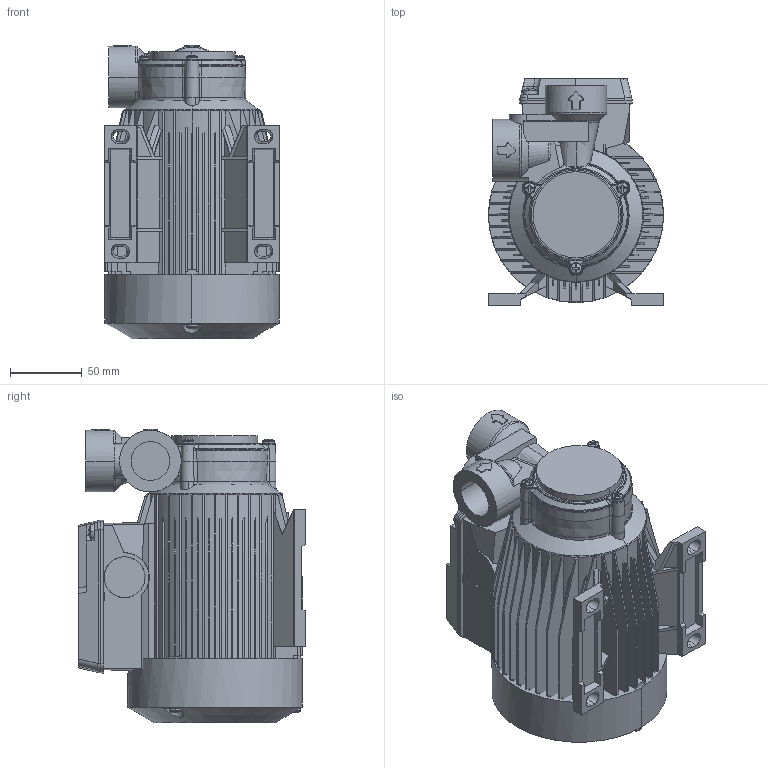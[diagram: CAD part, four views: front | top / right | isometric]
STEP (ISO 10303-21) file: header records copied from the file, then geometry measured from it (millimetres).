
FILE_DESCRIPTION (( 'STEP AP203' ), '1' );
FILE_NAME ('10018481swa00.step', '2023-07-14T13:36:13', ( '' ), ( '' ), 'SwSTEP 2.0', 'SolidWorks 2020', '' );
FILE_SCHEMA (( 'CONFIG_CONTROL_DESIGN' ));
Length unit declared in the file: millimetre
Products named in the file (8): 10018481swa00; VITE CALOTTA^10018481swa00; 2_65_197_SEMPLIFICATO; VITE COPRIBASETTA^10018481swa00; 10010557swp00_SEMPLIFICATO; VITE CORPO POMPA^10018481swa00; 3.67.121swp08_SEMPLIFICATO; 3_67_091_REV00_SEMPLIFICATO
Assembly tree (12 placements, depth 2):
  10018481swa00
    2_65_197_SEMPLIFICATO
    10010557swp00_SEMPLIFICATO
    3_67_091_REV00_SEMPLIFICATO
    3.67.121swp08_SEMPLIFICATO
    VITE COPRIBASETTA^10018481swa00  x2
    VITE CALOTTA^10018481swa00  x3
    VITE CORPO POMPA^10018481swa00  x3
Bounding box: 122 x 158 x 204.7 mm (x, y, z)
Volume: 2119789.3 mm3; surface area: 298295.7 mm2
Topology: 12 solids, 14 shells, 1587 faces, 4383 edges, 2888 vertices
Faces by surface type: plane 966, cylinder 254, torus 152, bspline 124, cone 89, sphere 2
Entity records: 54809 total; most frequent: CARTESIAN_POINT 18108, ORIENTED_EDGE 8078, DIRECTION 6607, EDGE_CURVE 4039, VERTEX_POINT 2648, VECTOR 2323, LINE 2323, AXIS2_PLACEMENT_3D 2142
